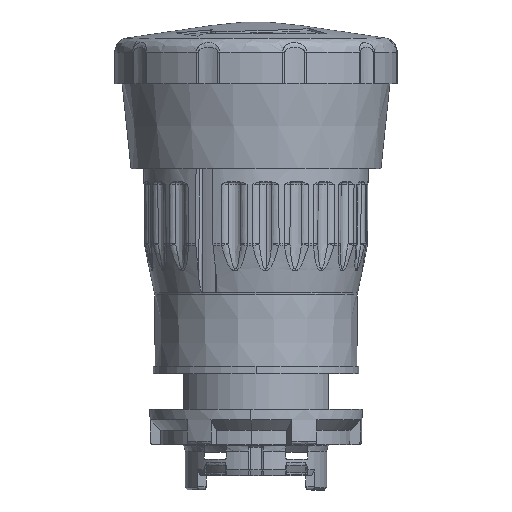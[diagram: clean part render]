
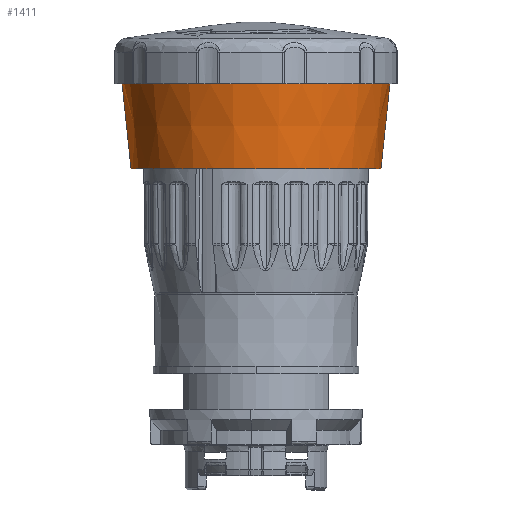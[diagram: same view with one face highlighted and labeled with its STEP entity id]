
A CAD part, left-side view. The second image highlights one B-rep face of the part: STEP entity #1411.
In plain terms, the highlighted conical face has half-angle 6 degrees and reference radius 18.861 mm.
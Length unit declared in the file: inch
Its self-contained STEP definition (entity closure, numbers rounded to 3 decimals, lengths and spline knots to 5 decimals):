
#516 = LINE ( 'NONE', #35957, #27064 ) ;
#1411 = ADVANCED_FACE ( 'NONE', ( #3457 ), #30230, .T. ) ;
#2856 = CIRCLE ( 'NONE', #39026, 0.74257 ) ;
#3457 = FACE_OUTER_BOUND ( 'NONE', #32052, .T. ) ;
#6146 = EDGE_CURVE ( 'NONE', #11591, #11330, #516, .T. ) ;
#6840 = DIRECTION ( 'NONE',  ( 0., 0., -1. ) ) ;
#7712 = DIRECTION ( 'NONE',  ( 0., -0.105, 0.995 ) ) ;
#8556 = CARTESIAN_POINT ( 'NONE',  ( 0., 0.69291, 1.13465 ) ) ;
#9850 = DIRECTION ( 'NONE',  ( 0., -1., 0. ) ) ;
#10521 = EDGE_CURVE ( 'NONE', #11591, #33017, #37961, .T. ) ;
#11330 = VERTEX_POINT ( 'NONE', #32705 ) ;
#11591 = VERTEX_POINT ( 'NONE', #15971 ) ;
#12441 = DIRECTION ( 'NONE',  ( 0., 0.105, 0.995 ) ) ;
#13536 = CARTESIAN_POINT ( 'NONE',  ( 0., 0., 1.60709 ) ) ;
#15971 = CARTESIAN_POINT ( 'NONE',  ( 0., -0.69291, 1.13465 ) ) ;
#16008 = DIRECTION ( 'NONE',  ( 0., 0., 1. ) ) ;
#17273 = DIRECTION ( 'NONE',  ( 0., -1., 0. ) ) ;
#19209 = DIRECTION ( 'NONE',  ( 0., -1., 0. ) ) ;
#20719 = CARTESIAN_POINT ( 'NONE',  ( 0., 0.74257, 1.60709 ) ) ;
#24567 = AXIS2_PLACEMENT_3D ( 'NONE', #32388, #6840, #19209 ) ;
#24975 = EDGE_CURVE ( 'NONE', #33017, #33070, #31395, .T. ) ;
#25207 = CARTESIAN_POINT ( 'NONE',  ( 0., 0.74257, 1.60709 ) ) ;
#26246 = AXIS2_PLACEMENT_3D ( 'NONE', #13536, #16008, #9850 ) ;
#26530 = ORIENTED_EDGE ( 'NONE', *, *, #6146, .T. ) ;
#27064 = VECTOR ( 'NONE', #7712, 39.37008 ) ;
#29138 = ORIENTED_EDGE ( 'NONE', *, *, #24975, .F. ) ;
#30230 = CONICAL_SURFACE ( 'NONE', #26246, 0.74257, 0.105 ) ;
#31395 = LINE ( 'NONE', #25207, #33367 ) ;
#32052 = EDGE_LOOP ( 'NONE', ( #29138, #37049, #26530, #33108 ) ) ;
#32388 = CARTESIAN_POINT ( 'NONE',  ( 0., 0., 1.13465 ) ) ;
#32705 = CARTESIAN_POINT ( 'NONE',  ( 0., -0.74257, 1.60709 ) ) ;
#33017 = VERTEX_POINT ( 'NONE', #8556 ) ;
#33070 = VERTEX_POINT ( 'NONE', #20719 ) ;
#33108 = ORIENTED_EDGE ( 'NONE', *, *, #35822, .T. ) ;
#33367 = VECTOR ( 'NONE', #12441, 39.37008 ) ;
#35822 = EDGE_CURVE ( 'NONE', #11330, #33070, #2856, .T. ) ;
#35957 = CARTESIAN_POINT ( 'NONE',  ( 0., -0.74257, 1.60709 ) ) ;
#36050 = DIRECTION ( 'NONE',  ( 0., 0., -1. ) ) ;
#37049 = ORIENTED_EDGE ( 'NONE', *, *, #10521, .F. ) ;
#37961 = CIRCLE ( 'NONE', #24567, 0.69291 ) ;
#39026 = AXIS2_PLACEMENT_3D ( 'NONE', #39336, #36050, #17273 ) ;
#39336 = CARTESIAN_POINT ( 'NONE',  ( 0., 0., 1.60709 ) ) ;
